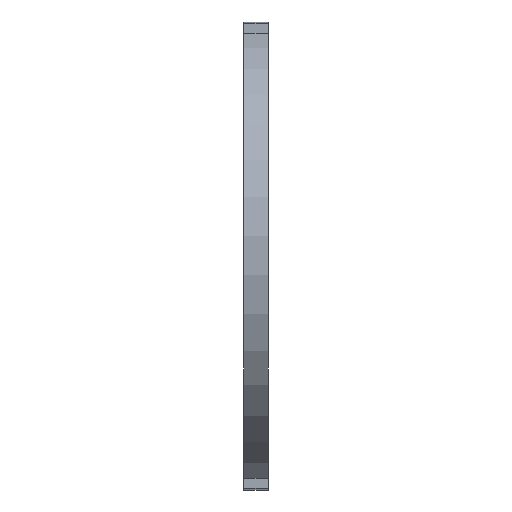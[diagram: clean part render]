
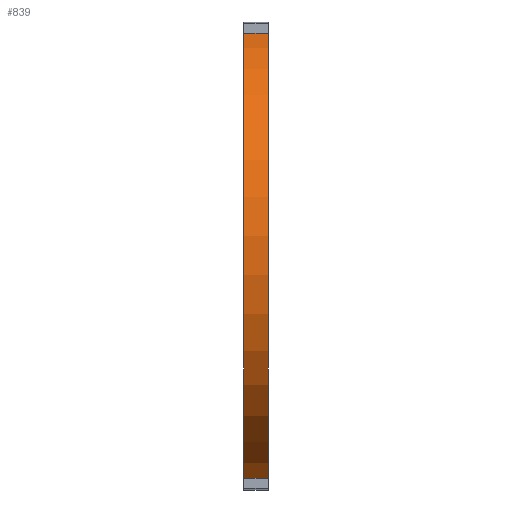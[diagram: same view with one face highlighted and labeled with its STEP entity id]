
A CAD part, top view. The second image highlights one B-rep face of the part: STEP entity #839.
In plain terms, the highlighted cylindrical face has radius 29 mm (diameter 58 mm), a partial arc.
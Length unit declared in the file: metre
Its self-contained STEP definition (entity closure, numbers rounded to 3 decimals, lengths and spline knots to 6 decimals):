
#14=CIRCLE('',#897,0.029);
#15=CIRCLE('',#898,0.029);
#19=CYLINDRICAL_SURFACE('',#896,0.029);
#97=ORIENTED_EDGE('',*,*,#320,.T.);
#98=ORIENTED_EDGE('',*,*,#321,.F.);
#99=ORIENTED_EDGE('',*,*,#322,.F.);
#100=ORIENTED_EDGE('',*,*,#318,.T.);
#318=EDGE_CURVE('',#422,#421,#516,.T.);
#320=EDGE_CURVE('',#421,#423,#14,.T.);
#321=EDGE_CURVE('',#424,#423,#518,.T.);
#322=EDGE_CURVE('',#422,#424,#15,.T.);
#421=VERTEX_POINT('',#1252);
#422=VERTEX_POINT('',#1254);
#423=VERTEX_POINT('',#1258);
#424=VERTEX_POINT('',#1260);
#516=LINE('',#1253,#630);
#518=LINE('',#1259,#632);
#630=VECTOR('',#1022,1.);
#632=VECTOR('',#1028,1.);
#708=EDGE_LOOP('',(#97,#98,#99,#100));
#754=FACE_BOUND('',#708,.T.);
#839=ADVANCED_FACE('',(#754),#19,.T.);
#896=AXIS2_PLACEMENT_3D('',#1256,#1024,#1025);
#897=AXIS2_PLACEMENT_3D('',#1257,#1026,#1027);
#898=AXIS2_PLACEMENT_3D('',#1261,#1029,#1030);
#1022=DIRECTION('',(-1.,0.,0.));
#1024=DIRECTION('',(-1.,0.,0.));
#1025=DIRECTION('',(0.,0.,1.));
#1026=DIRECTION('',(1.,0.,0.));
#1027=DIRECTION('',(0.,0.,-1.));
#1028=DIRECTION('',(-1.,0.,0.));
#1029=DIRECTION('',(1.,0.,0.));
#1030=DIRECTION('',(0.,0.,-1.));
#1252=CARTESIAN_POINT('',(0.,-0.001391,0.031875));
#1253=CARTESIAN_POINT('',(0.003,-0.001391,0.031875));
#1254=CARTESIAN_POINT('',(0.003,-0.001391,0.031875));
#1256=CARTESIAN_POINT('',(0.003,-0.029,0.023));
#1257=CARTESIAN_POINT('',(0.,-0.029,0.023));
#1258=CARTESIAN_POINT('',(0.,-0.056609,0.031875));
#1259=CARTESIAN_POINT('',(0.003,-0.056609,0.031875));
#1260=CARTESIAN_POINT('',(0.003,-0.056609,0.031875));
#1261=CARTESIAN_POINT('',(0.003,-0.029,0.023));
